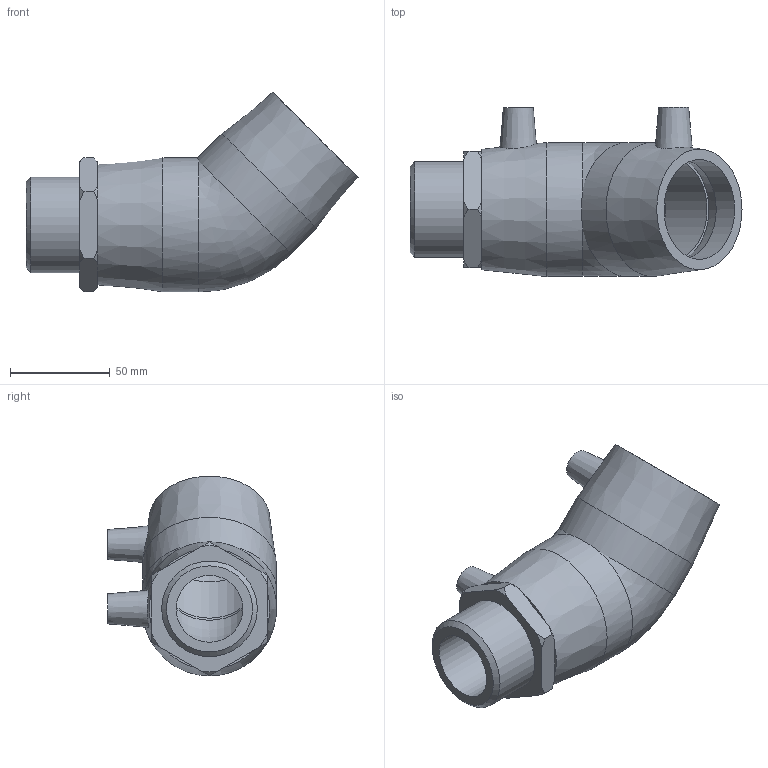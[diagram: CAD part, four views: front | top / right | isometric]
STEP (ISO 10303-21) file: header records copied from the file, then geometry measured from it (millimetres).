
FILE_DESCRIPTION(/* description */ ('PLASSON 45° ELBOW TRANSITION MALE 50-1.1/2"'),/* implementation_level */ '2;1');
FILE_NAME(/* name */ '492604050015.ipt.stp',/* time_stamp */ '2017-11-06T09:15:25+02:00',/* author */ ('KIM'),/* organization */ (''),/* preprocessor_version */ 'ST-DEVELOPER v15.6',/* originating_system */ 'Autodesk Inventor 2015',/* authorisation */ '');
FILE_SCHEMA (('AUTOMOTIVE_DESIGN { 1 0 10303 214 3 1 1 }'));
Length unit declared in the file: millimetre
Products named in the file (1): 492604050015
Bounding box: 166 x 84.5 x 99.84 mm (x, y, z)
Volume: 278282.2 mm3; surface area: 64105.1 mm2
Topology: 1 solids, 2 shells, 58 faces, 135 edges, 89 vertices
Faces by surface type: plane 22, cone 19, cylinder 15, bspline 1, torus 1
Full cylindrical faces by diameter (mm): 4 x2, 10 x2, 33.462 x1, 38 x1, 42.5 x2, 47.803 x1, 50 x4, 67 x2
Entity records: 1494 total; most frequent: CARTESIAN_POINT 368, DIRECTION 234, ORIENTED_EDGE 188, AXIS2_PLACEMENT_3D 108, EDGE_LOOP 97, EDGE_CURVE 94, VERTEX_POINT 75, FACE_OUTER_BOUND 58
